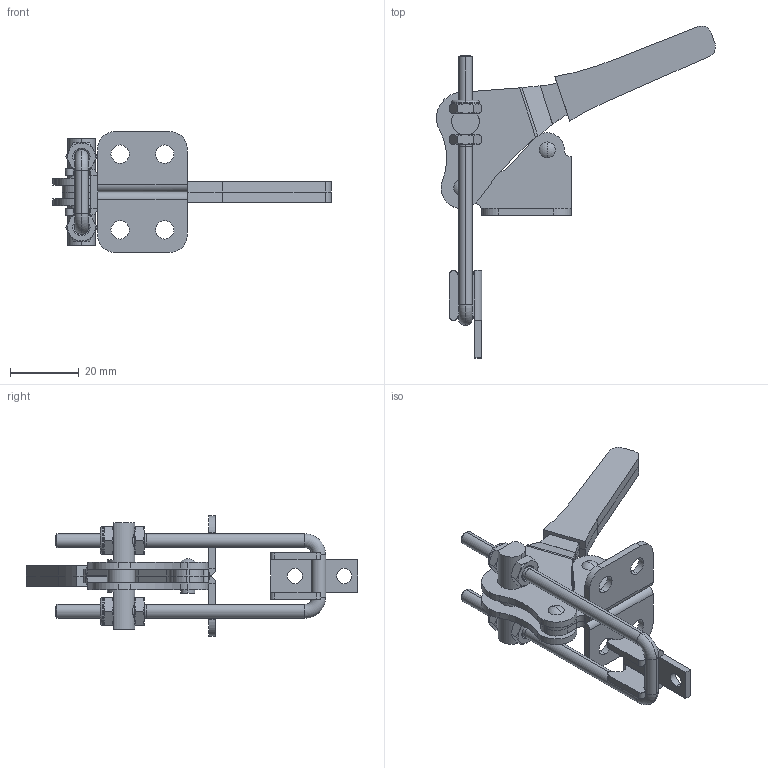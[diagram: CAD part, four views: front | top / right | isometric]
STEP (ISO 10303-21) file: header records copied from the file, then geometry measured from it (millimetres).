
FILE_DESCRIPTION (( 'STEP AP214' ), '1' );
FILE_NAME ('GH-40324-SS(Â²¤Æ).STEP', '2020-07-08T06:31:57', ( 'LinWei' ), ( '' ), 'SwSTEP 2.0', 'SolidWorks 2016', '' );
FILE_SCHEMA (( 'AUTOMOTIVE_DESIGN' ));
Length unit declared in the file: millimetre
Products named in the file (6): 44032444-1^GH-40324-SS(簡化); 14032414-1^GH-40324-SS(簡化); Group4^GH-40324-SS(簡化); Group2^GH-40324-SS(簡化); Group1^GH-40324-SS(簡化); GH-40324-SS(簡化)
Assembly tree (5 placements, depth 2):
  GH-40324-SS(簡化)
    Group1^GH-40324-SS(簡化)
    Group2^GH-40324-SS(簡化)
    Group4^GH-40324-SS(簡化)
    14032414-1^GH-40324-SS(簡化)
    44032444-1^GH-40324-SS(簡化)
Bounding box: 81 x 96.39 x 35 mm (x, y, z)
Volume: 14238.3 mm3; surface area: 13408.7 mm2
Topology: 7 solids, 8 shells, 345 faces, 789 edges, 462 vertices
Faces by surface type: cylinder 133, plane 126, cone 60, bspline 14, torus 8, sphere 4
Entity records: 10893 total; most frequent: CARTESIAN_POINT 2452, DIRECTION 1659, ORIENTED_EDGE 1578, EDGE_CURVE 789, AXIS2_PLACEMENT_3D 659, VERTEX_POINT 462, EDGE_LOOP 375, ADVANCED_FACE 345
